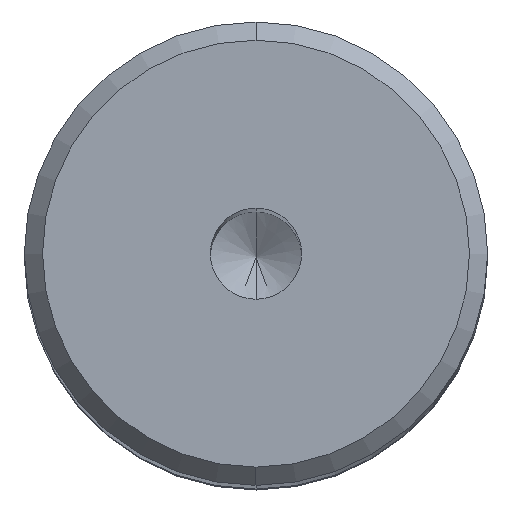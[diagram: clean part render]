
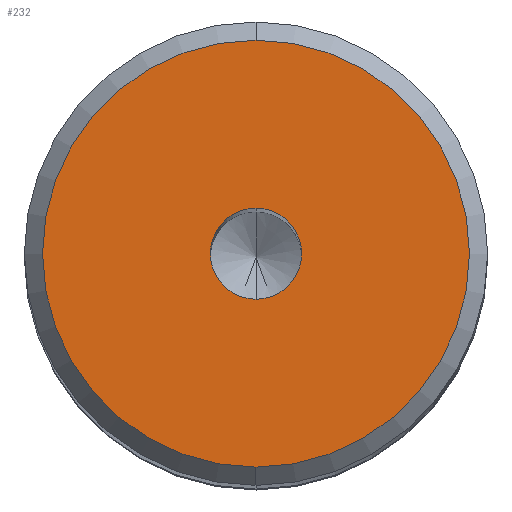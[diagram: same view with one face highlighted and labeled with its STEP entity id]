
A CAD part, top view. The second image highlights one B-rep face of the part: STEP entity #232.
In plain terms, the highlighted planar face has unit normal (0, 0, 1).
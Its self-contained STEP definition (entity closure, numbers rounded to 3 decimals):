
#232=ADVANCED_FACE('',(#250,#251),#243,.F.);
#243=PLANE('',#943);
#250=FACE_BOUND('',#299,.T.);
#251=FACE_BOUND('',#300,.T.);
#299=EDGE_LOOP('',(#493,#494));
#300=EDGE_LOOP('',(#495,#496));
#493=ORIENTED_EDGE('',*,*,#675,.F.);
#494=ORIENTED_EDGE('',*,*,#676,.F.);
#495=ORIENTED_EDGE('',*,*,#677,.F.);
#496=ORIENTED_EDGE('',*,*,#678,.F.);
#573=VERTEX_POINT('',#1513);
#574=VERTEX_POINT('',#1515);
#575=VERTEX_POINT('',#1520);
#576=VERTEX_POINT('',#1521);
#675=EDGE_CURVE('',#574,#573,#757,.T.);
#676=EDGE_CURVE('',#573,#574,#758,.T.);
#677=EDGE_CURVE('',#575,#576,#759,.T.);
#678=EDGE_CURVE('',#576,#575,#760,.T.);
#757=CIRCLE('',#938,11.7);
#758=CIRCLE('',#940,11.7);
#759=CIRCLE('',#941,2.5);
#760=CIRCLE('',#942,2.5);
#938=AXIS2_PLACEMENT_3D('',#1516,#1223,#1224);
#940=AXIS2_PLACEMENT_3D('',#1518,#1227,#1228);
#941=AXIS2_PLACEMENT_3D('',#1519,#1229,#1230);
#942=AXIS2_PLACEMENT_3D('',#1522,#1231,#1232);
#943=AXIS2_PLACEMENT_3D('',#1523,#1233,#1234);
#1223=DIRECTION('',(0.,0.,-1.));
#1224=DIRECTION('',(0.,1.,0.));
#1227=DIRECTION('',(0.,0.,-1.));
#1228=DIRECTION('',(0.,-1.,0.));
#1229=DIRECTION('',(0.,0.,1.));
#1230=DIRECTION('',(0.,-1.,0.));
#1231=DIRECTION('',(0.,0.,1.));
#1232=DIRECTION('',(0.,1.,0.));
#1233=DIRECTION('',(0.,0.,-1.));
#1234=DIRECTION('',(0.,-1.,0.));
#1513=CARTESIAN_POINT('',(0.,-11.7,0.));
#1515=CARTESIAN_POINT('',(0.,11.7,0.));
#1516=CARTESIAN_POINT('',(0.,0.,0.));
#1518=CARTESIAN_POINT('',(0.,0.,0.));
#1519=CARTESIAN_POINT('',(0.,0.,0.));
#1520=CARTESIAN_POINT('',(0.,-2.5,0.));
#1521=CARTESIAN_POINT('',(0.,2.5,0.));
#1522=CARTESIAN_POINT('',(0.,0.,0.));
#1523=CARTESIAN_POINT('',(0.,0.,0.));
